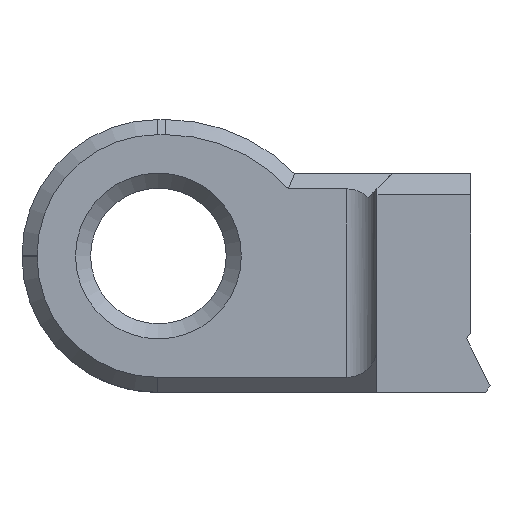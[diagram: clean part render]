
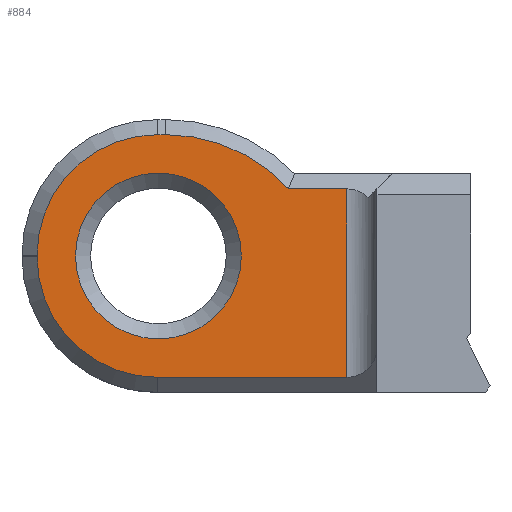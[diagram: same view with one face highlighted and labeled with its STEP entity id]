
A CAD part, left-side view. The second image highlights one B-rep face of the part: STEP entity #884.
In plain terms, the highlighted planar face has unit normal (-1, 0, 0).
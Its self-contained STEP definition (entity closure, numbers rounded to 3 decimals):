
#46=CIRCLE('',#966,2.75);
#47=CIRCLE('',#967,5.5);
#48=CIRCLE('',#968,4.);
#49=CIRCLE('',#969,4.);
#153=ORIENTED_EDGE('',*,*,#383,.T.);
#154=ORIENTED_EDGE('',*,*,#384,.T.);
#155=ORIENTED_EDGE('',*,*,#385,.T.);
#156=ORIENTED_EDGE('',*,*,#386,.T.);
#157=ORIENTED_EDGE('',*,*,#387,.T.);
#158=ORIENTED_EDGE('',*,*,#388,.T.);
#159=ORIENTED_EDGE('',*,*,#389,.T.);
#160=ORIENTED_EDGE('',*,*,#390,.T.);
#161=ORIENTED_EDGE('',*,*,#391,.T.);
#383=EDGE_CURVE('',#496,#496,#46,.F.);
#384=EDGE_CURVE('',#497,#498,#572,.T.);
#385=EDGE_CURVE('',#498,#499,#573,.F.);
#386=EDGE_CURVE('',#499,#500,#574,.T.);
#387=EDGE_CURVE('',#500,#501,#47,.T.);
#388=EDGE_CURVE('',#501,#502,#575,.T.);
#389=EDGE_CURVE('',#502,#503,#48,.T.);
#390=EDGE_CURVE('',#503,#504,#576,.T.);
#391=EDGE_CURVE('',#504,#497,#49,.T.);
#496=VERTEX_POINT('',#1416);
#497=VERTEX_POINT('',#1418);
#498=VERTEX_POINT('',#1419);
#499=VERTEX_POINT('',#1421);
#500=VERTEX_POINT('',#1423);
#501=VERTEX_POINT('',#1425);
#502=VERTEX_POINT('',#1427);
#503=VERTEX_POINT('',#1429);
#504=VERTEX_POINT('',#1431);
#572=LINE('',#1417,#655);
#573=LINE('',#1420,#656);
#574=LINE('',#1422,#657);
#575=LINE('',#1426,#658);
#576=LINE('',#1430,#659);
#655=VECTOR('',#1132,1000.);
#656=VECTOR('',#1133,1000.);
#657=VECTOR('',#1134,1000.);
#658=VECTOR('',#1137,1000.);
#659=VECTOR('',#1140,1000.);
#710=EDGE_LOOP('',(#153));
#711=EDGE_LOOP('',(#154,#155,#156,#157,#158,#159,#160,#161));
#783=FACE_BOUND('',#710,.T.);
#784=FACE_BOUND('',#711,.T.);
#848=PLANE('',#965);
#884=ADVANCED_FACE('',(#783,#784),#848,.T.);
#965=AXIS2_PLACEMENT_3D('',#1414,#1128,#1129);
#966=AXIS2_PLACEMENT_3D('',#1415,#1130,#1131);
#967=AXIS2_PLACEMENT_3D('',#1424,#1135,#1136);
#968=AXIS2_PLACEMENT_3D('',#1428,#1138,#1139);
#969=AXIS2_PLACEMENT_3D('',#1432,#1141,#1142);
#1128=DIRECTION('',(-1.,0.,0.));
#1129=DIRECTION('',(0.,-1.,0.));
#1130=DIRECTION('',(-1.,0.,0.));
#1131=DIRECTION('',(0.,-1.,0.));
#1132=DIRECTION('',(0.,-1.,0.));
#1133=DIRECTION('',(0.,0.,-1.));
#1134=DIRECTION('',(0.,1.,0.));
#1135=DIRECTION('',(-1.,0.,0.));
#1136=DIRECTION('',(0.,-1.,0.));
#1137=DIRECTION('',(0.,1.,0.));
#1138=DIRECTION('',(-1.,0.,0.));
#1139=DIRECTION('',(0.,-1.,0.));
#1140=DIRECTION('',(0.,0.,-1.));
#1141=DIRECTION('',(-1.,0.,0.));
#1142=DIRECTION('',(0.,-1.,0.));
#1414=CARTESIAN_POINT('',(-5.5,115.974,-25.2));
#1415=CARTESIAN_POINT('',(-5.5,1.226,-2.725));
#1416=CARTESIAN_POINT('',(-5.5,-1.524,-2.725));
#1417=CARTESIAN_POINT('',(-5.5,115.974,-6.75));
#1418=CARTESIAN_POINT('',(-5.5,1.251,-6.75));
#1419=CARTESIAN_POINT('',(-5.5,-5.024,-6.75));
#1420=CARTESIAN_POINT('',(-5.5,-5.024,-0.5));
#1421=CARTESIAN_POINT('',(-5.5,-5.024,-0.5));
#1422=CARTESIAN_POINT('',(-5.5,-3.299,-0.5));
#1423=CARTESIAN_POINT('',(-5.5,-3.083,-0.5));
#1424=CARTESIAN_POINT('',(-5.5,0.986,-4.2));
#1425=CARTESIAN_POINT('',(-5.5,0.986,1.3));
#1426=CARTESIAN_POINT('',(-5.5,115.977,1.291));
#1427=CARTESIAN_POINT('',(-5.5,1.252,1.3));
#1428=CARTESIAN_POINT('',(-5.5,1.251,-2.7));
#1429=CARTESIAN_POINT('',(-5.5,5.251,-2.7));
#1430=CARTESIAN_POINT('',(-5.5,5.251,-2.75));
#1431=CARTESIAN_POINT('',(-5.5,5.251,-2.75));
#1432=CARTESIAN_POINT('',(-5.5,1.251,-2.75));
